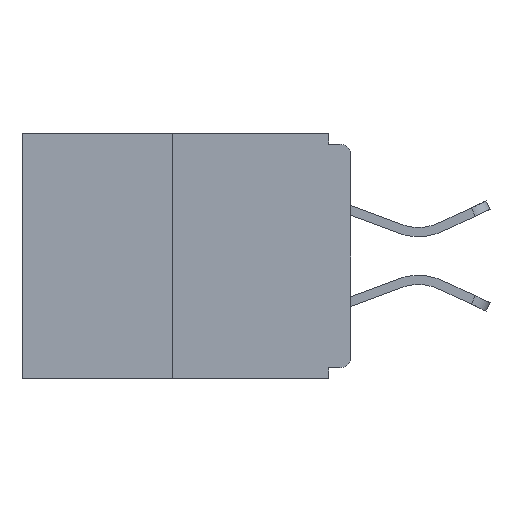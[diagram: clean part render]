
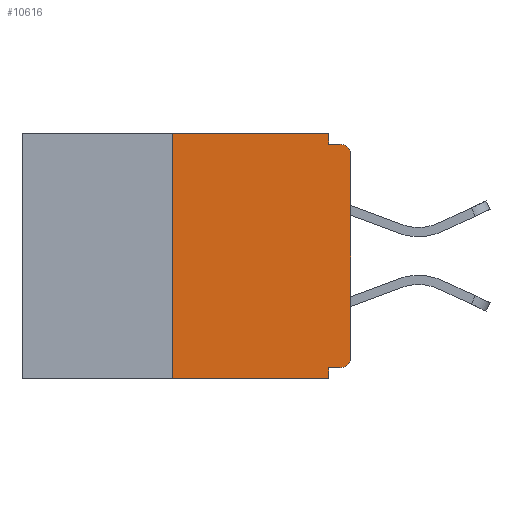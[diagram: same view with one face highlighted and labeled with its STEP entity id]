
A CAD part, left-side view. The second image highlights one B-rep face of the part: STEP entity #10616.
In plain terms, the highlighted planar face has unit normal (-1, 0, 0).
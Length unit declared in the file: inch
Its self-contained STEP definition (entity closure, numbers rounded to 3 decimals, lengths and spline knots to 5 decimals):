
#180 = EDGE_CURVE ( 'NONE', #1950, #10261, #14371, .T. ) ;
#539 = CARTESIAN_POINT ( 'NONE',  ( 0., 0.015, -0.328 ) ) ;
#571 = LINE ( 'NONE', #10272, #12779 ) ;
#635 = EDGE_CURVE ( 'NONE', #10261, #2712, #13972, .T. ) ;
#686 = CARTESIAN_POINT ( 'NONE',  ( 0., 0., -0.03 ) ) ;
#712 = DIRECTION ( 'NONE',  ( -1., 0., 0. ) ) ;
#716 = DIRECTION ( 'NONE',  ( 0., -1., 0. ) ) ;
#1293 = CARTESIAN_POINT ( 'NONE',  ( 0., 0.015, -0.313 ) ) ;
#1377 = VECTOR ( 'NONE', #13125, 39.37008 ) ;
#1760 = CARTESIAN_POINT ( 'NONE',  ( 0., 0.031, -0.343 ) ) ;
#1888 = CARTESIAN_POINT ( 'NONE',  ( 0., 0.031, -0.015 ) ) ;
#1950 = VERTEX_POINT ( 'NONE', #1990 ) ;
#1990 = CARTESIAN_POINT ( 'NONE',  ( 0., 0.25, -0.343 ) ) ;
#2138 = CARTESIAN_POINT ( 'NONE',  ( 0., 0.015, -0.015 ) ) ;
#2308 = EDGE_CURVE ( 'NONE', #7946, #7802, #571, .T. ) ;
#2445 = VERTEX_POINT ( 'NONE', #6914 ) ;
#2487 = VERTEX_POINT ( 'NONE', #2138 ) ;
#2712 = VERTEX_POINT ( 'NONE', #13266 ) ;
#2962 = EDGE_CURVE ( 'NONE', #7946, #2445, #11826, .T. ) ;
#3147 = CARTESIAN_POINT ( 'NONE',  ( 0., 0.031, 0. ) ) ;
#3483 = CARTESIAN_POINT ( 'NONE',  ( 0., 0.031, -0.328 ) ) ;
#3968 = FACE_OUTER_BOUND ( 'NONE', #9255, .T. ) ;
#4083 = VERTEX_POINT ( 'NONE', #686 ) ;
#4880 = DIRECTION ( 'NONE',  ( 1., 0., 0. ) ) ;
#4956 = DIRECTION ( 'NONE',  ( 0., 0., 1. ) ) ;
#5444 = DIRECTION ( 'NONE',  ( 0., 1., 0. ) ) ;
#5762 = CARTESIAN_POINT ( 'NONE',  ( 0., 0.46, 0. ) ) ;
#5921 = CARTESIAN_POINT ( 'NONE',  ( 0., 0., -0.015 ) ) ;
#6051 = DIRECTION ( 'NONE',  ( -1., 0., 0. ) ) ;
#6229 = VECTOR ( 'NONE', #716, 39.37008 ) ;
#6383 = VERTEX_POINT ( 'NONE', #7024 ) ;
#6429 = ORIENTED_EDGE ( 'NONE', *, *, #10498, .F. ) ;
#6536 = CARTESIAN_POINT ( 'NONE',  ( 0., 0.015, -0.03 ) ) ;
#6729 = LINE ( 'NONE', #1760, #14760 ) ;
#6755 = DIRECTION ( 'NONE',  ( 0., 0., -1. ) ) ;
#6914 = CARTESIAN_POINT ( 'NONE',  ( 0., 0., -0.313 ) ) ;
#7024 = CARTESIAN_POINT ( 'NONE',  ( 0., 0.031, -0.343 ) ) ;
#7054 = LINE ( 'NONE', #5921, #1377 ) ;
#7498 = LINE ( 'NONE', #10330, #10319 ) ;
#7557 = VERTEX_POINT ( 'NONE', #1888 ) ;
#7582 = ORIENTED_EDGE ( 'NONE', *, *, #10228, .T. ) ;
#7718 = CARTESIAN_POINT ( 'NONE',  ( 0., 0.25, 0. ) ) ;
#7744 = ORIENTED_EDGE ( 'NONE', *, *, #180, .F. ) ;
#7802 = VERTEX_POINT ( 'NONE', #3483 ) ;
#7868 = DIRECTION ( 'NONE',  ( 0., 0., 1. ) ) ;
#7946 = VERTEX_POINT ( 'NONE', #539 ) ;
#8725 = EDGE_CURVE ( 'NONE', #1950, #6383, #11054, .T. ) ;
#8962 = VECTOR ( 'NONE', #12649, 39.37008 ) ;
#9106 = AXIS2_PLACEMENT_3D ( 'NONE', #1293, #6051, #11952 ) ;
#9181 = EDGE_CURVE ( 'NONE', #2712, #7557, #13273, .T. ) ;
#9255 = EDGE_LOOP ( 'NONE', ( #11150, #7744, #9885, #11758, #13100, #14017, #14031, #7582, #6429, #10991 ) ) ;
#9523 = CIRCLE ( 'NONE', #10597, 0.015 ) ;
#9804 = EDGE_CURVE ( 'NONE', #7802, #6383, #6729, .T. ) ;
#9885 = ORIENTED_EDGE ( 'NONE', *, *, #8725, .T. ) ;
#10228 = EDGE_CURVE ( 'NONE', #4083, #2487, #9523, .T. ) ;
#10261 = VERTEX_POINT ( 'NONE', #7718 ) ;
#10272 = CARTESIAN_POINT ( 'NONE',  ( 0., 0., -0.328 ) ) ;
#10319 = VECTOR ( 'NONE', #7868, 39.37008 ) ;
#10330 = CARTESIAN_POINT ( 'NONE',  ( 0., 0., 0. ) ) ;
#10498 = EDGE_CURVE ( 'NONE', #7557, #2487, #7054, .T. ) ;
#10597 = AXIS2_PLACEMENT_3D ( 'NONE', #6536, #712, #11427 ) ;
#10616 = ADVANCED_FACE ( 'NONE', ( #3968 ), #10940, .F. ) ;
#10940 = PLANE ( 'NONE',  #15278 ) ;
#10991 = ORIENTED_EDGE ( 'NONE', *, *, #9181, .F. ) ;
#11054 = LINE ( 'NONE', #14976, #6229 ) ;
#11150 = ORIENTED_EDGE ( 'NONE', *, *, #635, .F. ) ;
#11205 = VECTOR ( 'NONE', #4956, 39.37008 ) ;
#11236 = VECTOR ( 'NONE', #6755, 39.37008 ) ;
#11427 = DIRECTION ( 'NONE',  ( 0., 0., -1. ) ) ;
#11758 = ORIENTED_EDGE ( 'NONE', *, *, #9804, .F. ) ;
#11826 = CIRCLE ( 'NONE', #9106, 0.015 ) ;
#11952 = DIRECTION ( 'NONE',  ( 0., 0., -1. ) ) ;
#12649 = DIRECTION ( 'NONE',  ( 0., -1., 0. ) ) ;
#12779 = VECTOR ( 'NONE', #5444, 39.37008 ) ;
#13100 = ORIENTED_EDGE ( 'NONE', *, *, #2308, .F. ) ;
#13125 = DIRECTION ( 'NONE',  ( 0., -1., 0. ) ) ;
#13264 = EDGE_CURVE ( 'NONE', #2445, #4083, #7498, .T. ) ;
#13266 = CARTESIAN_POINT ( 'NONE',  ( 0., 0.031, 0. ) ) ;
#13273 = LINE ( 'NONE', #3147, #11236 ) ;
#13280 = CARTESIAN_POINT ( 'NONE',  ( 0., 0.46, 0. ) ) ;
#13292 = CARTESIAN_POINT ( 'NONE',  ( 0., 0.25, 0. ) ) ;
#13830 = DIRECTION ( 'NONE',  ( 0., 0., -1. ) ) ;
#13972 = LINE ( 'NONE', #5762, #8962 ) ;
#14017 = ORIENTED_EDGE ( 'NONE', *, *, #2962, .T. ) ;
#14031 = ORIENTED_EDGE ( 'NONE', *, *, #13264, .T. ) ;
#14371 = LINE ( 'NONE', #13292, #11205 ) ;
#14442 = DIRECTION ( 'NONE',  ( 0., 0., -1. ) ) ;
#14760 = VECTOR ( 'NONE', #13830, 39.37008 ) ;
#14976 = CARTESIAN_POINT ( 'NONE',  ( 0., 0.46, -0.343 ) ) ;
#15278 = AXIS2_PLACEMENT_3D ( 'NONE', #13280, #4880, #14442 ) ;
